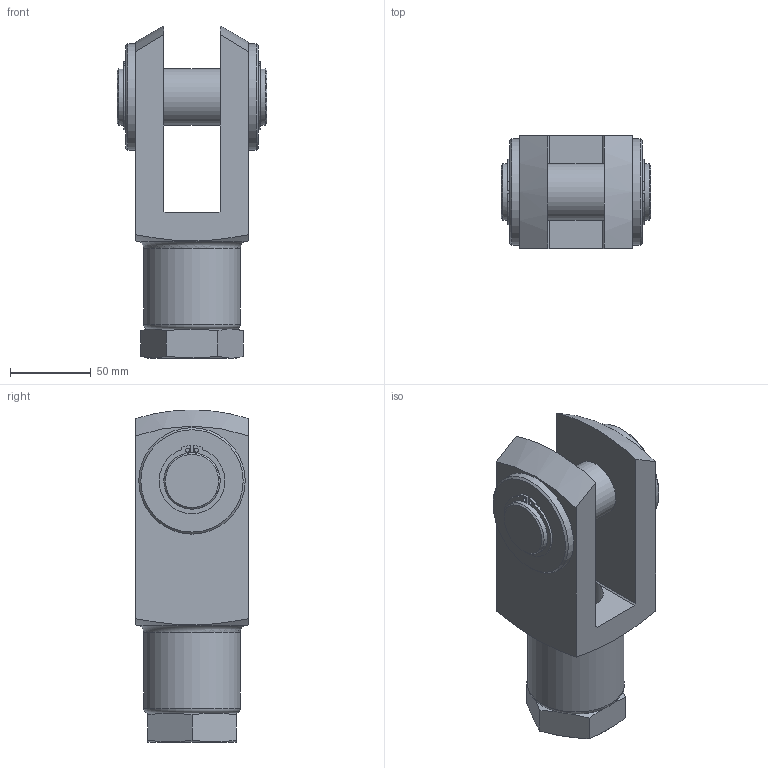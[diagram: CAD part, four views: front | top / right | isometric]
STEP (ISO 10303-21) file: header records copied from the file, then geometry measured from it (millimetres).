
FILE_DESCRIPTION(/* description */ ('STEP AP214'),/* implementation_level */ '2;1');
FILE_NAME(/* name */ '9581_SG-M36X2',/* time_stamp */ '2024-09-11T12:50:36+02:00',/* author */ ('License CC BY-ND 4.0'),/* organization */ ('CADENAS'),/* preprocessor_version */ 'ST-DEVELOPER v19.3',/* originating_system */ 'PARTsolutions',/* authorisation */ ' ');
FILE_SCHEMA (('AUTOMOTIVE_DESIGN {1 0 10303 214 3 1 1}'));
Length unit declared in the file: millimetre
Products named in the file (4): 9581 SG-M36x2; 9581 SG-M36x2---(GK); DIN-439-B - M36x2(F); 369501 BO-35-071,0-A2
Assembly tree (3 placements, depth 2):
  9581 SG-M36x2
    9581 SG-M36x2---(GK)
    DIN-439-B - M36x2(F)
    369501 BO-35-071,0-A2
Bounding box: 93 x 70 x 206 mm (x, y, z)
Volume: 558167.1 mm3; surface area: 99427.2 mm2
Topology: 3 solids, 3 shells, 75 faces, 179 edges, 117 vertices
Faces by surface type: plane 41, cylinder 20, cone 12, torus 2
Full cylindrical faces by diameter (mm): 2.5 x4, 33.835 x2, 35 x5, 60 x1, 66 x2
Entity records: 2141 total; most frequent: CARTESIAN_POINT 429, DIRECTION 342, ORIENTED_EDGE 288, EDGE_CURVE 144, AXIS2_PLACEMENT_3D 141, EDGE_LOOP 116, FACE_BOUND 116, VERTEX_POINT 108
